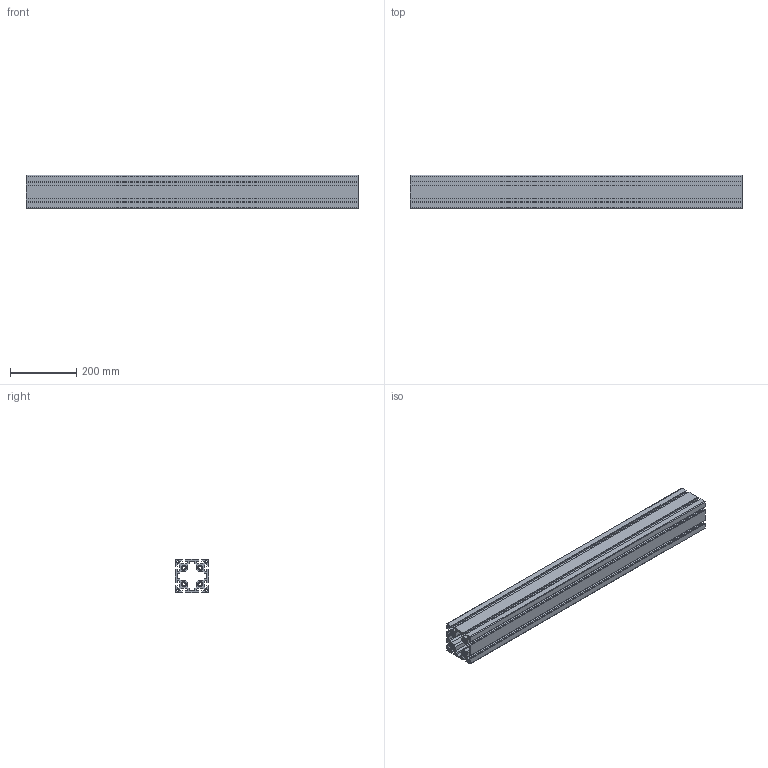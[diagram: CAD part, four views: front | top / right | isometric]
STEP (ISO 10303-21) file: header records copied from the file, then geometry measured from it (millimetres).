
FILE_DESCRIPTION(('STEP AP214'), '1');
FILE_NAME('HL100100W', '', ('UNSPECIFIED'), ('UNSPECIFIED'), 'ASCON STEP Converter 1.6', 'ASCON Math Kernel', '');
FILE_SCHEMA(('AUTOMOTIVE_DESIGN { 1 0 10303 214 3 1 1}'));
Length unit declared in the file: millimetre
Bounding box: 1000 x 100 x 100 mm (x, y, z)
Volume: 3654559.8 mm3; surface area: 1495766.6 mm2
Topology: 1 solids, 1 shells, 414 faces, 1236 edges, 824 vertices
Faces by surface type: plane 214, cylinder 200
Full cylindrical faces by diameter (mm): 6.7 x4
Entity records: 17392 total; most frequent: CARTESIAN_POINT 2471, ORIENTED_EDGE 2464, DIRECTION 2462, EDGE_CURVE 1232, LINE 832, VECTOR 832, VERTEX_POINT 824, AXIS2_PLACEMENT_3D 815
